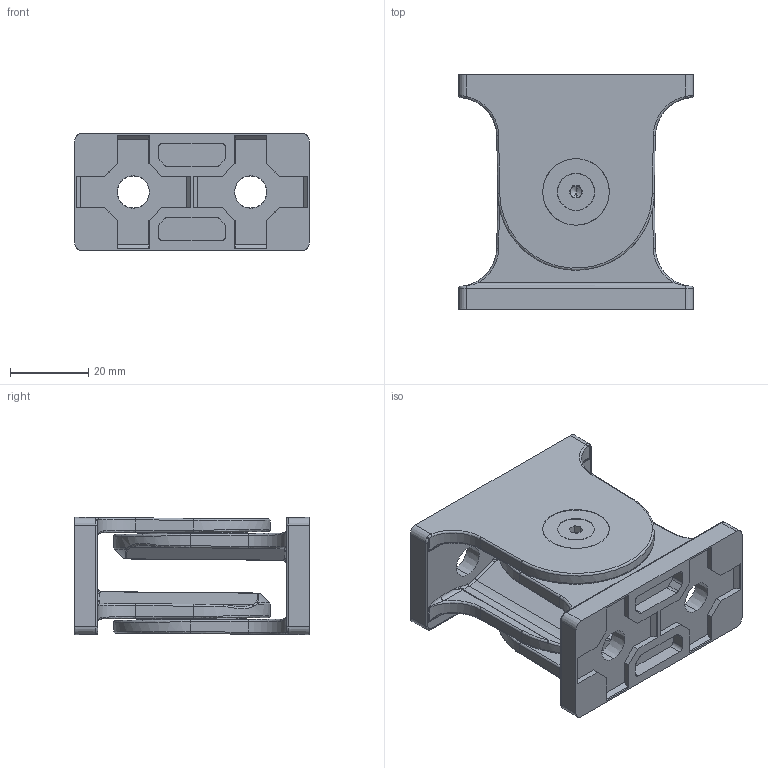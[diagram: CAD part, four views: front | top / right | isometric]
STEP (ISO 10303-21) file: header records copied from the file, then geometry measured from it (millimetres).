
FILE_DESCRIPTION (( 'STEP AP214' ), '1' );
FILE_NAME ('new products093ga3060a.step', '2017-09-27T09:54:23', ( '' ), ( '' ), 'SwSTEP 2.0', 'SolidWorks 2017', '' );
FILE_SCHEMA (( 'AUTOMOTIVE_DESIGN' ));
Length unit declared in the file: millimetre
Products named in the file (5): new products093ga3060a; 093GA3060R01; 093GR40_093GR41; 093GR39; Countersunk head screw ISO 10642 - M5x10_ISO 10642 - M5 
Assembly tree (8 placements, depth 2):
  new products093ga3060a
    093GA3060R01  x2
    093GR40_093GR41  x2
    093GR39  x2
    Countersunk head screw ISO 10642 - M5x10_ISO 10642 - M5   x2
Bounding box: 60 x 60 x 30 mm (x, y, z)
Volume: 44419.3 mm3; surface area: 26989.3 mm2
Topology: 8 solids, 8 shells, 844 faces, 2026 edges, 1186 vertices
Faces by surface type: cylinder 262, plane 242, bspline 168, torus 70, cone 54, sphere 48
Entity records: 14069 total; most frequent: CARTESIAN_POINT 4803, ORIENTED_EDGE 1990, DIRECTION 1813, EDGE_CURVE 995, AXIS2_PLACEMENT_3D 697, VERTEX_POINT 593, EDGE_LOOP 446, ADVANCED_FACE 422
